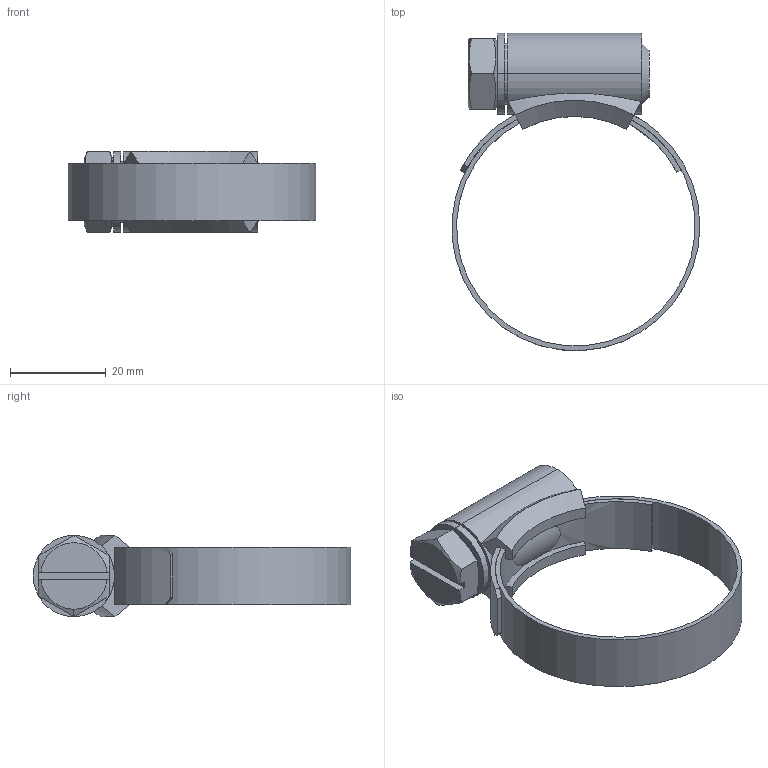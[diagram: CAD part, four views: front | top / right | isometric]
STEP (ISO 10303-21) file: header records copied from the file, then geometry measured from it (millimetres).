
FILE_DESCRIPTION (( 'STEP AP203' ), '1' );
FILE_NAME ('3D-R148_38-50_171781160.STEP', '2024-08-31T18:21:53', ( '' ), ( '' ), 'SwSTEP 2.0', 'SolidWorks 2024', '' );
FILE_SCHEMA (( 'CONFIG_CONTROL_DESIGN' ));
Length unit declared in the file: millimetre
Products named in the file (1): 3D-R148_38-50_171781160
Bounding box: 51.88 x 66.45 x 17 mm (x, y, z)
Volume: 10753.6 mm3; surface area: 9384.6 mm2
Topology: 2 solids, 4 shells, 88 faces, 220 edges, 139 vertices
Faces by surface type: plane 39, cylinder 30, cone 13, bspline 6
Entity records: 4726 total; most frequent: CARTESIAN_POINT 2678, ORIENTED_EDGE 440, DIRECTION 355, EDGE_CURVE 220, VERTEX_POINT 139, AXIS2_PLACEMENT_3D 132, EDGE_LOOP 97, VECTOR 91
